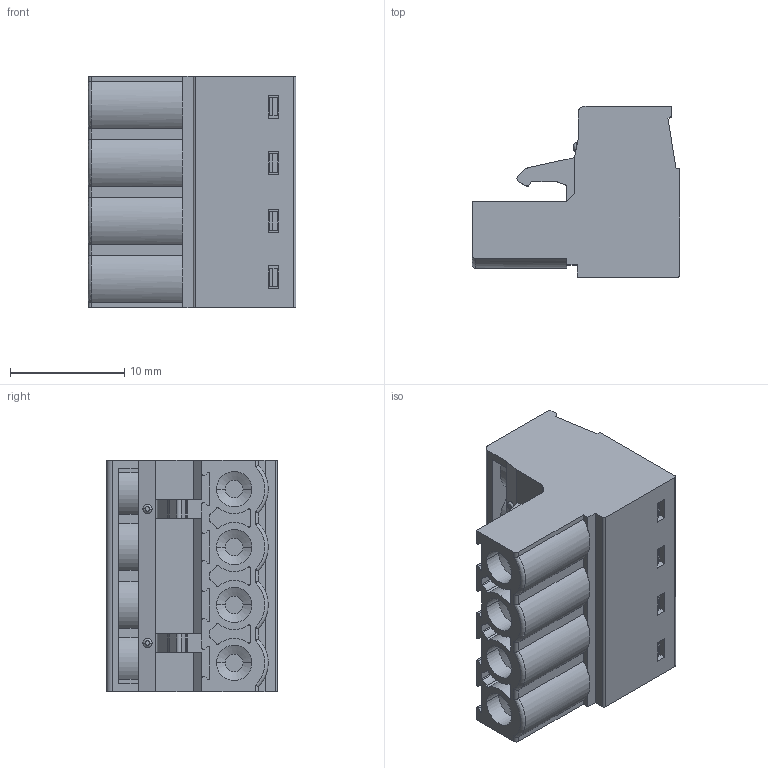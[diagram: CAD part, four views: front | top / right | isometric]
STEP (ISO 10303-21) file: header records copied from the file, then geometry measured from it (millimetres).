
FILE_DESCRIPTION((''),'2;1');
FILE_NAME('MC-RB5_08HXXC-0001','2024-09-05T',('SP'),(''),'CREO PARAMETRIC BY PTC INC, 2014350','CREO PARAMETRIC BY PTC INC, 2014350','');
FILE_SCHEMA(('AUTOMOTIVE_DESIGN { 1 0 10303 214 1 1 1 1 }'));
Length unit declared in the file: millimetre
Products named in the file (1): MC-RB5_08HXXC-0001
Bounding box: 18.2 x 15 x 20.32 mm (x, y, z)
Volume: 3350.6 mm3; surface area: 2342.3 mm2
Topology: 1 solids, 4 shells, 472 faces, 1319 edges, 883 vertices
Faces by surface type: plane 258, cylinder 155, torus 30, cone 21, bspline 8
Entity records: 16614 total; most frequent: CARTESIAN_POINT 4309, ORIENTED_EDGE 2638, DIRECTION 2492, EDGE_CURVE 1319, VERTEX_POINT 883, AXIS2_PLACEMENT_3D 867, VECTOR 758, LINE 758
